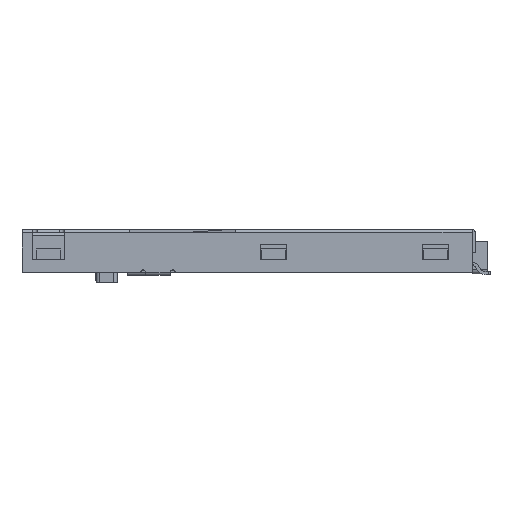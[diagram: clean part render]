
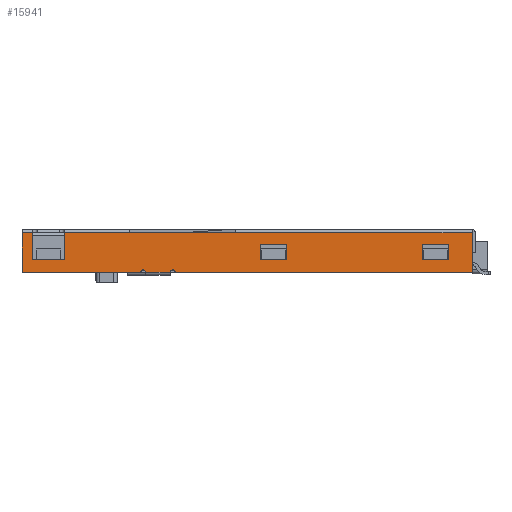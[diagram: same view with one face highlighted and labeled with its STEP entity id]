
A CAD part, left-side view. The second image highlights one B-rep face of the part: STEP entity #15941.
In plain terms, the highlighted planar face has unit normal (-1, 0, 0).
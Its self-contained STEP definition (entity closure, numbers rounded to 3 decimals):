
#525=CIRCLE('',#18397,0.15);
#526=CIRCLE('',#18398,0.15);
#4300=ORIENTED_EDGE('',*,*,#7118,.T.);
#4301=ORIENTED_EDGE('',*,*,#7119,.T.);
#4302=ORIENTED_EDGE('',*,*,#7120,.T.);
#4303=ORIENTED_EDGE('',*,*,#7121,.T.);
#4304=ORIENTED_EDGE('',*,*,#7122,.F.);
#4305=ORIENTED_EDGE('',*,*,#7123,.T.);
#4306=ORIENTED_EDGE('',*,*,#7124,.T.);
#4307=ORIENTED_EDGE('',*,*,#7125,.T.);
#4308=ORIENTED_EDGE('',*,*,#7126,.T.);
#4309=ORIENTED_EDGE('',*,*,#7073,.T.);
#4310=ORIENTED_EDGE('',*,*,#7127,.T.);
#4311=ORIENTED_EDGE('',*,*,#7128,.T.);
#4312=ORIENTED_EDGE('',*,*,#7129,.T.);
#4313=ORIENTED_EDGE('',*,*,#7130,.F.);
#4314=ORIENTED_EDGE('',*,*,#7131,.F.);
#4315=ORIENTED_EDGE('',*,*,#7132,.F.);
#4316=ORIENTED_EDGE('',*,*,#7133,.T.);
#4317=ORIENTED_EDGE('',*,*,#7134,.T.);
#4318=ORIENTED_EDGE('',*,*,#7135,.T.);
#4319=ORIENTED_EDGE('',*,*,#7136,.F.);
#4320=ORIENTED_EDGE('',*,*,#7137,.T.);
#4321=ORIENTED_EDGE('',*,*,#7138,.T.);
#4322=ORIENTED_EDGE('',*,*,#7139,.T.);
#4323=ORIENTED_EDGE('',*,*,#7140,.T.);
#7073=EDGE_CURVE('',#8754,#8753,#10645,.T.);
#7118=EDGE_CURVE('',#8794,#8795,#10687,.T.);
#7119=EDGE_CURVE('',#8795,#8796,#10688,.T.);
#7120=EDGE_CURVE('',#8796,#8797,#10689,.T.);
#7121=EDGE_CURVE('',#8797,#8794,#10690,.T.);
#7122=EDGE_CURVE('',#8798,#8799,#525,.T.);
#7123=EDGE_CURVE('',#8798,#8800,#10691,.T.);
#7124=EDGE_CURVE('',#8800,#8801,#526,.T.);
#7125=EDGE_CURVE('',#8801,#8802,#10692,.T.);
#7126=EDGE_CURVE('',#8802,#8754,#10693,.T.);
#7127=EDGE_CURVE('',#8753,#8803,#10694,.T.);
#7128=EDGE_CURVE('',#8803,#8804,#10695,.T.);
#7129=EDGE_CURVE('',#8804,#8805,#10696,.T.);
#7130=EDGE_CURVE('',#8806,#8805,#10697,.T.);
#7131=EDGE_CURVE('',#8807,#8806,#10698,.T.);
#7132=EDGE_CURVE('',#8808,#8807,#10699,.T.);
#7133=EDGE_CURVE('',#8808,#8809,#10700,.T.);
#7134=EDGE_CURVE('',#8809,#8810,#10701,.T.);
#7135=EDGE_CURVE('',#8810,#8811,#10702,.T.);
#7136=EDGE_CURVE('',#8799,#8811,#10703,.T.);
#7137=EDGE_CURVE('',#8812,#8813,#10704,.T.);
#7138=EDGE_CURVE('',#8813,#8814,#10705,.T.);
#7139=EDGE_CURVE('',#8814,#8815,#10706,.T.);
#7140=EDGE_CURVE('',#8815,#8812,#10707,.T.);
#8753=VERTEX_POINT('',#28699);
#8754=VERTEX_POINT('',#28701);
#8794=VERTEX_POINT('',#28791);
#8795=VERTEX_POINT('',#28792);
#8796=VERTEX_POINT('',#28794);
#8797=VERTEX_POINT('',#28796);
#8798=VERTEX_POINT('',#28799);
#8799=VERTEX_POINT('',#28800);
#8800=VERTEX_POINT('',#28802);
#8801=VERTEX_POINT('',#28804);
#8802=VERTEX_POINT('',#28806);
#8803=VERTEX_POINT('',#28809);
#8804=VERTEX_POINT('',#28811);
#8805=VERTEX_POINT('',#28813);
#8806=VERTEX_POINT('',#28815);
#8807=VERTEX_POINT('',#28817);
#8808=VERTEX_POINT('',#28819);
#8809=VERTEX_POINT('',#28821);
#8810=VERTEX_POINT('',#28823);
#8811=VERTEX_POINT('',#28825);
#8812=VERTEX_POINT('',#28828);
#8813=VERTEX_POINT('',#28829);
#8814=VERTEX_POINT('',#28831);
#8815=VERTEX_POINT('',#28833);
#10645=LINE('',#28700,#12608);
#10687=LINE('',#28790,#12650);
#10688=LINE('',#28793,#12651);
#10689=LINE('',#28795,#12652);
#10690=LINE('',#28797,#12653);
#10691=LINE('',#28801,#12654);
#10692=LINE('',#28805,#12655);
#10693=LINE('',#28807,#12656);
#10694=LINE('',#28808,#12657);
#10695=LINE('',#28810,#12658);
#10696=LINE('',#28812,#12659);
#10697=LINE('',#28814,#12660);
#10698=LINE('',#28816,#12661);
#10699=LINE('',#28818,#12662);
#10700=LINE('',#28820,#12663);
#10701=LINE('',#28822,#12664);
#10702=LINE('',#28824,#12665);
#10703=LINE('',#28826,#12666);
#10704=LINE('',#28827,#12667);
#10705=LINE('',#28830,#12668);
#10706=LINE('',#28832,#12669);
#10707=LINE('',#28834,#12670);
#12608=VECTOR('',#21925,1000.);
#12650=VECTOR('',#21983,1000.);
#12651=VECTOR('',#21984,1000.);
#12652=VECTOR('',#21985,1000.);
#12653=VECTOR('',#21986,1000.);
#12654=VECTOR('',#21989,1000.);
#12655=VECTOR('',#21992,1000.);
#12656=VECTOR('',#21993,1000.);
#12657=VECTOR('',#21994,1000.);
#12658=VECTOR('',#21995,1000.);
#12659=VECTOR('',#21996,1000.);
#12660=VECTOR('',#21997,1000.);
#12661=VECTOR('',#21998,1000.);
#12662=VECTOR('',#21999,1000.);
#12663=VECTOR('',#22000,1000.);
#12664=VECTOR('',#22001,1000.);
#12665=VECTOR('',#22002,1000.);
#12666=VECTOR('',#22003,1000.);
#12667=VECTOR('',#22004,1000.);
#12668=VECTOR('',#22005,1000.);
#12669=VECTOR('',#22006,1000.);
#12670=VECTOR('',#22007,1000.);
#13647=EDGE_LOOP('',(#4300,#4301,#4302,#4303));
#13648=EDGE_LOOP('',(#4304,#4305,#4306,#4307,#4308,#4309,#4310,#4311,#4312,
#4313,#4314,#4315,#4316,#4317,#4318,#4319));
#13649=EDGE_LOOP('',(#4320,#4321,#4322,#4323));
#14512=FACE_BOUND('',#13647,.T.);
#14513=FACE_BOUND('',#13648,.T.);
#14514=FACE_BOUND('',#13649,.T.);
#15200=PLANE('',#18396);
#15941=ADVANCED_FACE('',(#14512,#14513,#14514),#15200,.T.);
#18396=AXIS2_PLACEMENT_3D('',#28789,#21981,#21982);
#18397=AXIS2_PLACEMENT_3D('',#28798,#21987,#21988);
#18398=AXIS2_PLACEMENT_3D('',#28803,#21990,#21991);
#21925=DIRECTION('',(0.,0.,1.));
#21981=DIRECTION('',(-1.,0.,0.));
#21982=DIRECTION('',(0.,0.,1.));
#21983=DIRECTION('',(0.,1.,0.));
#21984=DIRECTION('',(0.,0.,1.));
#21985=DIRECTION('',(0.,-1.,0.));
#21986=DIRECTION('',(0.,0.,-1.));
#21987=DIRECTION('',(-1.,0.,0.));
#21988=DIRECTION('',(0.,-1.,0.));
#21989=DIRECTION('',(0.,-1.,0.));
#21990=DIRECTION('',(1.,0.,0.));
#21991=DIRECTION('',(0.,1.,0.));
#21992=DIRECTION('',(0.,0.,-1.));
#21993=DIRECTION('',(0.,-1.,0.));
#21994=DIRECTION('',(0.,1.,0.));
#21995=DIRECTION('',(0.,1.,0.));
#21996=DIRECTION('',(0.,1.,0.));
#21997=DIRECTION('',(0.,0.,1.));
#21998=DIRECTION('',(0.,-1.,0.));
#21999=DIRECTION('',(0.,0.,-1.));
#22000=DIRECTION('',(0.,1.,0.));
#22001=DIRECTION('',(0.,0.,-1.));
#22002=DIRECTION('',(0.,-1.,0.));
#22003=DIRECTION('',(0.,0.,-1.));
#22004=DIRECTION('',(0.,1.,0.));
#22005=DIRECTION('',(0.,0.,1.));
#22006=DIRECTION('',(0.,-1.,0.));
#22007=DIRECTION('',(0.,0.,-1.));
#28699=CARTESIAN_POINT('',(-14.4,-10.175,-0.21));
#28700=CARTESIAN_POINT('',(-14.4,-10.175,-0.15));
#28701=CARTESIAN_POINT('',(-14.4,-10.175,-2.75));
#28789=CARTESIAN_POINT('',(-14.4,0.,0.));
#28790=CARTESIAN_POINT('',(-14.4,1.725,-1.95));
#28791=CARTESIAN_POINT('',(-14.4,1.725,-1.95));
#28792=CARTESIAN_POINT('',(-14.4,3.425,-1.95));
#28793=CARTESIAN_POINT('',(-14.4,3.425,-1.95));
#28794=CARTESIAN_POINT('',(-14.4,3.425,-0.95));
#28795=CARTESIAN_POINT('',(-14.4,3.425,-0.95));
#28796=CARTESIAN_POINT('',(-14.4,1.725,-0.95));
#28797=CARTESIAN_POINT('',(-14.4,1.725,-0.95));
#28798=CARTESIAN_POINT('',(-14.4,10.945,-2.74));
#28799=CARTESIAN_POINT('',(-14.4,10.795,-2.74));
#28800=CARTESIAN_POINT('',(-14.4,11.095,-2.74));
#28801=CARTESIAN_POINT('',(-14.4,10.795,-2.74));
#28802=CARTESIAN_POINT('',(-14.4,9.195,-2.74));
#28803=CARTESIAN_POINT('',(-14.4,9.045,-2.74));
#28804=CARTESIAN_POINT('',(-14.4,8.895,-2.74));
#28805=CARTESIAN_POINT('',(-14.4,8.895,-2.95));
#28806=CARTESIAN_POINT('',(-14.4,8.895,-2.75));
#28807=CARTESIAN_POINT('',(-14.4,18.725,-2.75));
#28808=CARTESIAN_POINT('',(-14.4,-10.175,-0.21));
#28809=CARTESIAN_POINT('',(-14.4,5.025,-0.21));
#28810=CARTESIAN_POINT('',(-14.4,5.025,-0.21));
#28811=CARTESIAN_POINT('',(-14.4,11.825,-0.21));
#28812=CARTESIAN_POINT('',(-14.4,-10.175,-0.21));
#28813=CARTESIAN_POINT('',(-14.4,16.025,-0.21));
#28814=CARTESIAN_POINT('',(-14.4,16.025,-1.95));
#28815=CARTESIAN_POINT('',(-14.4,16.025,-1.95));
#28816=CARTESIAN_POINT('',(-14.4,18.025,-1.95));
#28817=CARTESIAN_POINT('',(-14.4,18.025,-1.95));
#28818=CARTESIAN_POINT('',(-14.4,18.025,0.));
#28819=CARTESIAN_POINT('',(-14.4,18.025,-0.21));
#28820=CARTESIAN_POINT('',(-14.4,-10.175,-0.21));
#28821=CARTESIAN_POINT('',(-14.4,18.725,-0.21));
#28822=CARTESIAN_POINT('',(-14.4,18.725,-0.15));
#28823=CARTESIAN_POINT('',(-14.4,18.725,-2.75));
#28824=CARTESIAN_POINT('',(-14.4,18.725,-2.75));
#28825=CARTESIAN_POINT('',(-14.4,11.095,-2.75));
#28826=CARTESIAN_POINT('',(-14.4,11.095,-2.95));
#28827=CARTESIAN_POINT('',(-14.4,-8.675,-1.95));
#28828=CARTESIAN_POINT('',(-14.4,-8.675,-1.95));
#28829=CARTESIAN_POINT('',(-14.4,-6.975,-1.95));
#28830=CARTESIAN_POINT('',(-14.4,-6.975,-1.95));
#28831=CARTESIAN_POINT('',(-14.4,-6.975,-0.95));
#28832=CARTESIAN_POINT('',(-14.4,-6.975,-0.95));
#28833=CARTESIAN_POINT('',(-14.4,-8.675,-0.95));
#28834=CARTESIAN_POINT('',(-14.4,-8.675,-0.95));
